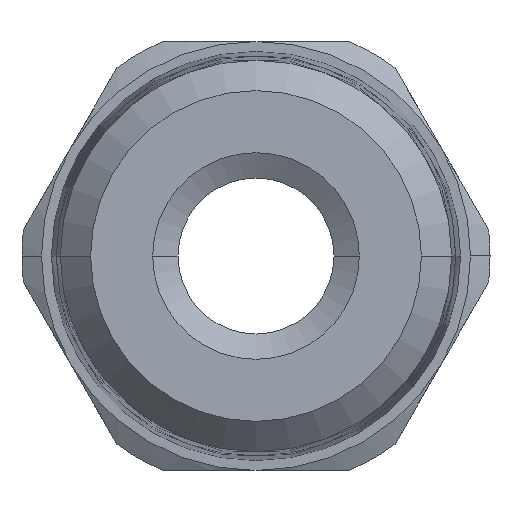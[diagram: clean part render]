
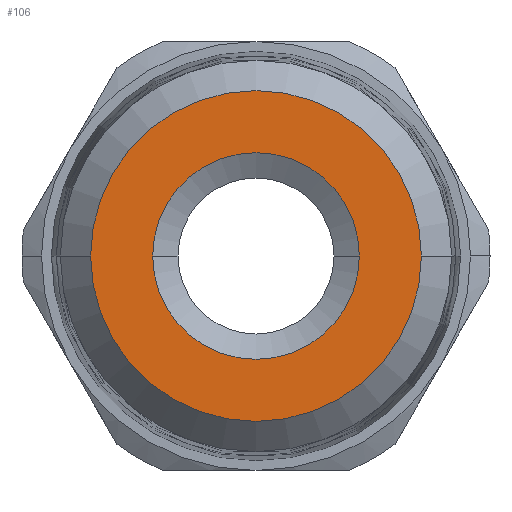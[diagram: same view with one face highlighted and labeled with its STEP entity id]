
A CAD part, left-side view. The second image highlights one B-rep face of the part: STEP entity #106.
In plain terms, the highlighted planar face has unit normal (-1, 0, 0).
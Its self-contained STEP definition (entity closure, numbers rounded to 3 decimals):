
#106=ADVANCED_FACE('',(#257,#258),#259,.T.);
#257=FACE_BOUND('',#439,.T.);
#258=FACE_OUTER_BOUND('',#440,.T.);
#259=PLANE('',#441);
#439=EDGE_LOOP('',(#936,#937));
#440=EDGE_LOOP('',(#938,#939));
#441=AXIS2_PLACEMENT_3D('',#940,#941,#942);
#936=ORIENTED_EDGE('',*,*,#1363,.T.);
#937=ORIENTED_EDGE('',*,*,#1266,.T.);
#938=ORIENTED_EDGE('',*,*,#1247,.F.);
#939=ORIENTED_EDGE('',*,*,#1372,.F.);
#940=CARTESIAN_POINT('',(-31.1,-2.12,0.0));
#941=DIRECTION('',(-1.0,0.,-0.0));
#942=DIRECTION('',(0.,1.0,0.0));
#1247=EDGE_CURVE('',#1507,#1510,#1511,.T.);
#1266=EDGE_CURVE('',#1541,#1543,#1545,.T.);
#1363=EDGE_CURVE('',#1543,#1541,#1706,.T.);
#1372=EDGE_CURVE('',#1510,#1507,#1715,.T.);
#1507=VERTEX_POINT('',#1915);
#1510=VERTEX_POINT('',#1919);
#1511=CIRCLE('',#1920,4.24);
#1541=VERTEX_POINT('',#1959);
#1543=VERTEX_POINT('',#1962);
#1545=CIRCLE('',#1965,2.65);
#1706=CIRCLE('',#2418,2.65);
#1715=CIRCLE('',#2427,4.24);
#1915=CARTESIAN_POINT('',(-31.1,-4.24,0.0));
#1919=CARTESIAN_POINT('',(-31.1,4.24,0.));
#1920=AXIS2_PLACEMENT_3D('',#2763,#2764,#2765);
#1959=CARTESIAN_POINT('',(-31.1,2.65,0.));
#1962=CARTESIAN_POINT('',(-31.1,-2.65,0.));
#1965=AXIS2_PLACEMENT_3D('',#2798,#2799,#2800);
#2418=AXIS2_PLACEMENT_3D('',#2941,#2942,#2943);
#2427=AXIS2_PLACEMENT_3D('',#2968,#2969,#2970);
#2763=CARTESIAN_POINT('',(-31.1,0.0,0.0));
#2764=DIRECTION('',(1.0,0.,0.0));
#2765=DIRECTION('',(0.,-1.0,0.0));
#2798=CARTESIAN_POINT('',(-31.1,0.0,0.0));
#2799=DIRECTION('',(1.0,0.,0.0));
#2800=DIRECTION('',(0.,1.0,0.0));
#2941=CARTESIAN_POINT('',(-31.1,0.0,0.0));
#2942=DIRECTION('',(1.0,0.,0.0));
#2943=DIRECTION('',(0.,1.0,0.0));
#2968=CARTESIAN_POINT('',(-31.1,0.0,0.0));
#2969=DIRECTION('',(1.0,0.,0.0));
#2970=DIRECTION('',(0.,-1.0,0.0));
